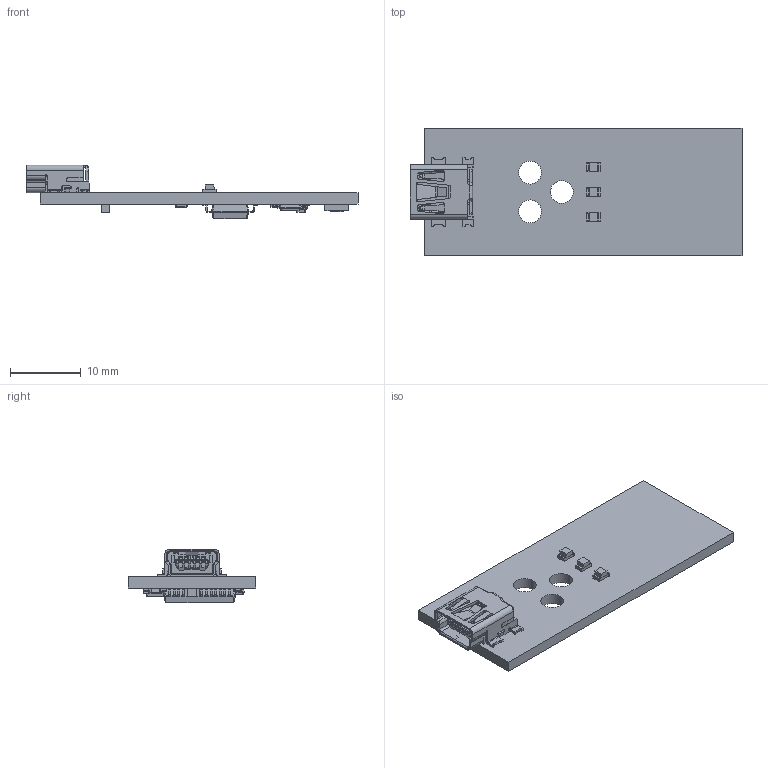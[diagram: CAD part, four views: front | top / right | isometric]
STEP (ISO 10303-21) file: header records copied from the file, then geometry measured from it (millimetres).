
FILE_DESCRIPTION(('HOOPS Exchange Step'),'2;1');
FILE_NAME('export-7389EB0D-160D-4A32-9A27-A561467BD1CD.stp','2019-10-26T10:54:23-05:00',('steve'),('Alibre'),'HOOPS Exchange 2019.2','Alibre','Unknown authorisation');
FILE_SCHEMA( ('AP242_MANAGED_MODEL_BASED_3D_ENGINEERING_MIM_LF {1 0 10303 442 1 1 4 }') );
Length unit declared in the file: millimetre
Products named in the file (28): Open_CASCADE_STEP_translator_7.3_3.1.2.1; Pcb; Board_Geoms; J1_Molex67503-1020_5D522559; L3_LED_0805_2012Metric_5DA8ECDF; L2_LED_0805_2012Metric_5D522524; L1_LED_0805_2012Metric_5D523A45; Top; U2_MSOP_8_3x3mm_P065mm_5DA8BF9B; L5_LED_1206_3216Metric_5D52257F; L4_LED_1206_3216Metric_5D562A63; D1_D_1206_5D522511; U1_SSOP_28_53x102mm_P065mm_5DA8CDAA; C2_C_0805_2012Metric_5D560A4C; R5_R_0603_1608Metric_5D522631; R4_R_0603_1608Metric_5D522620; R8_R_0603_1608Metric_5DA8CCE2; R7_R_0603_1608Metric_5D5225FE; R3_R_0603_1608Metric_5D5225ED; R1_R_0603_1608Metric_5D5225DC; R2_R_0603_1608Metric_5D5225CB; R6_R_0603_1608Metric_5D5225BA; Q2_SOT_23_5DA97F1F; Q1_SOT_23_5D522594; C1_C_0603_1608Metric_5DA8E52C; Bot; Step_Models; USB_Board
Assembly tree (27 placements, depth 4):
  USB_Board
    Board_Geoms
      Pcb
        Open_CASCADE_STEP_translator_7.3_3.1.2.1
    Step_Models
      Top
        J1_Molex67503-1020_5D522559
        L3_LED_0805_2012Metric_5DA8ECDF
        L2_LED_0805_2012Metric_5D522524
        L1_LED_0805_2012Metric_5D523A45
      Bot
        U2_MSOP_8_3x3mm_P065mm_5DA8BF9B
        L5_LED_1206_3216Metric_5D52257F
        L4_LED_1206_3216Metric_5D562A63
        D1_D_1206_5D522511
        U1_SSOP_28_53x102mm_P065mm_5DA8CDAA
        C2_C_0805_2012Metric_5D560A4C
        R5_R_0603_1608Metric_5D522631
        R4_R_0603_1608Metric_5D522620
        R8_R_0603_1608Metric_5DA8CCE2
        R7_R_0603_1608Metric_5D5225FE
        R3_R_0603_1608Metric_5D5225ED
        R1_R_0603_1608Metric_5D5225DC
        R2_R_0603_1608Metric_5D5225CB
        R6_R_0603_1608Metric_5D5225BA
        Q2_SOT_23_5DA97F1F
        Q1_SOT_23_5D522594
        C1_C_0603_1608Metric_5DA8E52C
Bounding box: 47 x 18 x 7.6 mm (x, y, z)
Volume: 1559 mm3; surface area: 2770.6 mm2
Topology: 22 solids, 22 shells, 1888 faces, 5054 edges, 3227 vertices
Faces by surface type: plane 1260, cylinder 448, bspline 172, cone 8
Entity records: 60180 total; most frequent: CARTESIAN_POINT 12042, ORIENTED_EDGE 10108, DIRECTION 9338, EDGE_CURVE 5054, VECTOR 3940, LINE 3940, VERTEX_POINT 3227, AXIS2_PLACEMENT_3D 2699
